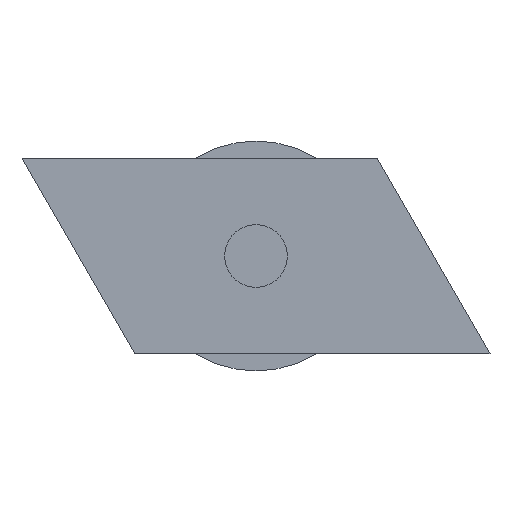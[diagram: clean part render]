
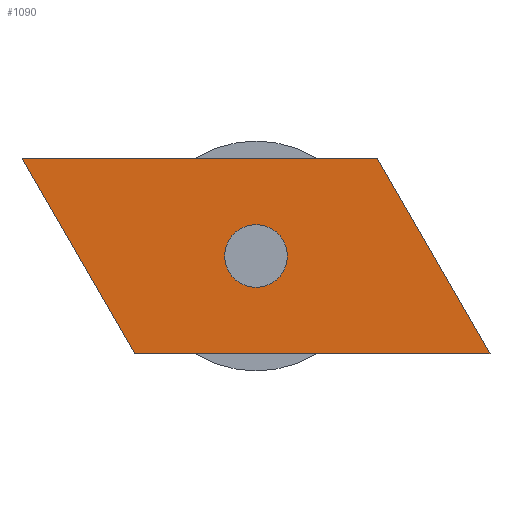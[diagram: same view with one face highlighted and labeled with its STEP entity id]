
A CAD part, front view. The second image highlights one B-rep face of the part: STEP entity #1090.
In plain terms, the highlighted planar face has unit normal (0, -1, 0).
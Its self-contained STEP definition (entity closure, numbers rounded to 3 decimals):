
#5 = CARTESIAN_POINT ( 'NONE',  ( -22.398, 0., 9.35 ) ) ;
#15 = CIRCLE ( 'NONE', #913, 2.5 ) ;
#37 = ORIENTED_EDGE ( 'NONE', *, *, #393, .F. ) ;
#41 = DIRECTION ( 'NONE',  ( 1., 0., 0. ) ) ;
#47 = VERTEX_POINT ( 'NONE', #106 ) ;
#86 = CARTESIAN_POINT ( 'NONE',  ( 22.398, 0., -9.35 ) ) ;
#104 = EDGE_CURVE ( 'NONE', #1353, #737, #15, .T. ) ;
#106 = CARTESIAN_POINT ( 'NONE',  ( -22.398, 0., 9.35 ) ) ;
#168 = ORIENTED_EDGE ( 'NONE', *, *, #362, .F. ) ;
#193 = PLANE ( 'NONE',  #508 ) ;
#203 = DIRECTION ( 'NONE',  ( -1., 0., 0. ) ) ;
#205 = DIRECTION ( 'NONE',  ( 0., 1., 0. ) ) ;
#266 = CARTESIAN_POINT ( 'NONE',  ( 11.602, 0., 9.35 ) ) ;
#297 = ORIENTED_EDGE ( 'NONE', *, *, #978, .T. ) ;
#362 = EDGE_CURVE ( 'NONE', #590, #47, #1109, .T. ) ;
#378 = CARTESIAN_POINT ( 'NONE',  ( 0., 0., -2.5 ) ) ;
#393 = EDGE_CURVE ( 'NONE', #1012, #590, #1073, .T. ) ;
#416 = FACE_BOUND ( 'NONE', #439, .T. ) ;
#439 = EDGE_LOOP ( 'NONE', ( #297, #843 ) ) ;
#472 = DIRECTION ( 'NONE',  ( -0.5, 0., 0.866 ) ) ;
#496 = EDGE_CURVE ( 'NONE', #999, #1012, #1437, .T. ) ;
#508 = AXIS2_PLACEMENT_3D ( 'NONE', #86, #205, #1098 ) ;
#509 = CARTESIAN_POINT ( 'NONE',  ( 0., 0., 2.5 ) ) ;
#513 = CARTESIAN_POINT ( 'NONE',  ( 0., 0., 0. ) ) ;
#570 = DIRECTION ( 'NONE',  ( 0., 0., 1. ) ) ;
#572 = AXIS2_PLACEMENT_3D ( 'NONE', #513, #1340, #645 ) ;
#584 = EDGE_LOOP ( 'NONE', ( #606, #867, #168, #37 ) ) ;
#585 = DIRECTION ( 'NONE',  ( 0., 1., 0. ) ) ;
#590 = VERTEX_POINT ( 'NONE', #1189 ) ;
#594 = CARTESIAN_POINT ( 'NONE',  ( 0., 0., 0. ) ) ;
#602 = VECTOR ( 'NONE', #945, 1000. ) ;
#606 = ORIENTED_EDGE ( 'NONE', *, *, #496, .F. ) ;
#639 = VECTOR ( 'NONE', #41, 1000. ) ;
#645 = DIRECTION ( 'NONE',  ( 0., 0., 1. ) ) ;
#731 = CARTESIAN_POINT ( 'NONE',  ( -11.602, 0., -9.35 ) ) ;
#737 = VERTEX_POINT ( 'NONE', #509 ) ;
#753 = VECTOR ( 'NONE', #203, 1000. ) ;
#811 = CARTESIAN_POINT ( 'NONE',  ( 11.602, 0., 9.35 ) ) ;
#843 = ORIENTED_EDGE ( 'NONE', *, *, #104, .T. ) ;
#847 = EDGE_CURVE ( 'NONE', #47, #999, #1236, .T. ) ;
#867 = ORIENTED_EDGE ( 'NONE', *, *, #847, .F. ) ;
#887 = CARTESIAN_POINT ( 'NONE',  ( 22.398, 0., -9.35 ) ) ;
#913 = AXIS2_PLACEMENT_3D ( 'NONE', #594, #585, #570 ) ;
#945 = DIRECTION ( 'NONE',  ( 0.5, 0., -0.866 ) ) ;
#951 = FACE_OUTER_BOUND ( 'NONE', #584, .T. ) ;
#978 = EDGE_CURVE ( 'NONE', #737, #1353, #1513, .T. ) ;
#999 = VERTEX_POINT ( 'NONE', #266 ) ;
#1009 = VECTOR ( 'NONE', #472, 1000. ) ;
#1012 = VERTEX_POINT ( 'NONE', #1045 ) ;
#1045 = CARTESIAN_POINT ( 'NONE',  ( 22.398, 0., -9.35 ) ) ;
#1073 = LINE ( 'NONE', #887, #753 ) ;
#1090 = ADVANCED_FACE ( 'NONE', ( #416, #951 ), #193, .F. ) ;
#1098 = DIRECTION ( 'NONE',  ( 0., 0., 1. ) ) ;
#1109 = LINE ( 'NONE', #731, #1009 ) ;
#1189 = CARTESIAN_POINT ( 'NONE',  ( -11.602, 0., -9.35 ) ) ;
#1236 = LINE ( 'NONE', #5, #639 ) ;
#1340 = DIRECTION ( 'NONE',  ( 0., 1., 0. ) ) ;
#1353 = VERTEX_POINT ( 'NONE', #378 ) ;
#1437 = LINE ( 'NONE', #811, #602 ) ;
#1513 = CIRCLE ( 'NONE', #572, 2.5 ) ;
